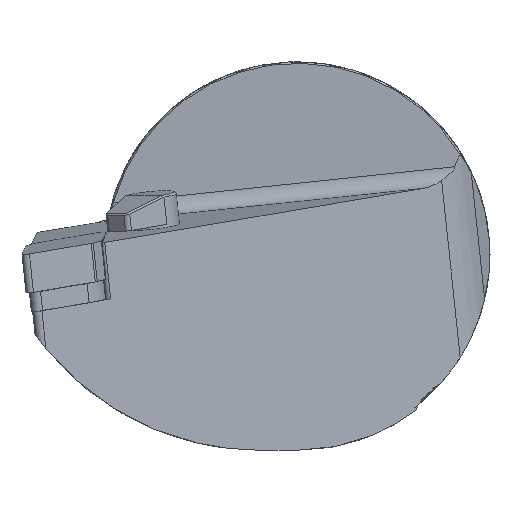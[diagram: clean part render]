
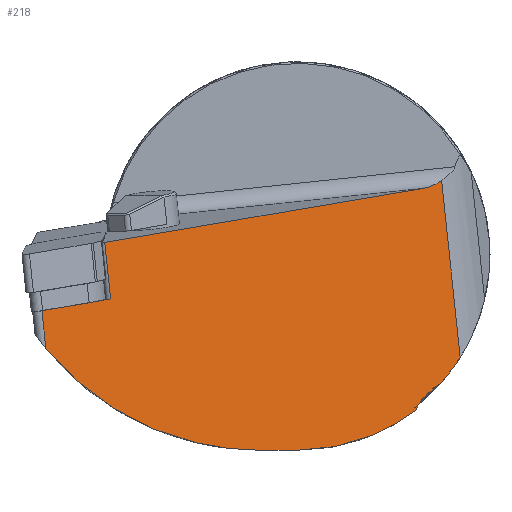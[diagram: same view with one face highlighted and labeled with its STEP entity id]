
A CAD part, left-side view. The second image highlights one B-rep face of the part: STEP entity #218.
In plain terms, the highlighted planar face has unit normal (-0.849, -0.527, -0.034).
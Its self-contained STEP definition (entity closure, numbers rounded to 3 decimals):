
#99=ELLIPSE('',#1836,52.996,45.);
#100=ELLIPSE('',#1852,37.686,32.);
#101=ELLIPSE('',#1853,36.803,31.25);
#102=ELLIPSE('',#1854,30.593,24.244);
#103=ELLIPSE('',#1855,37.097,31.5);
#104=ELLIPSE('',#1856,5.763,3.);
#123=B_SPLINE_CURVE_WITH_KNOTS('',3,(#2678,#2679,#2680,#2681),
 .UNSPECIFIED.,.F.,.F.,(4,4),(0.,1.),.UNSPECIFIED.);
#124=B_SPLINE_CURVE_WITH_KNOTS('',3,(#2683,#2684,#2685,#2686,#2687,#2688,
#2689),.UNSPECIFIED.,.F.,.F.,(4,3,4),(0.,0.728,1.),
 .UNSPECIFIED.);
#218=ADVANCED_FACE('',(#377),#320,.F.);
#320=PLANE('',#1857);
#377=FACE_OUTER_BOUND('',#472,.T.);
#472=EDGE_LOOP('',(#889,#890,#891,#892,#893,#894,#895,#896,#897,#898,#899,
#900,#901,#902,#903));
#581=LINE('',#2500,#704);
#601=LINE('',#2649,#724);
#602=LINE('',#2655,#725);
#609=LINE('',#2674,#732);
#610=LINE('',#2697,#733);
#611=LINE('',#2700,#734);
#612=LINE('',#2702,#735);
#704=VECTOR('',#2017,1.);
#724=VECTOR('',#2071,1.);
#725=VECTOR('',#2078,1.);
#732=VECTOR('',#2091,1.);
#733=VECTOR('',#2100,1.);
#734=VECTOR('',#2103,1.);
#735=VECTOR('',#2104,1.);
#889=ORIENTED_EDGE('',*,*,#1524,.T.);
#890=ORIENTED_EDGE('',*,*,#1550,.T.);
#891=ORIENTED_EDGE('',*,*,#1551,.T.);
#892=ORIENTED_EDGE('',*,*,#1552,.F.);
#893=ORIENTED_EDGE('',*,*,#1553,.F.);
#894=ORIENTED_EDGE('',*,*,#1554,.F.);
#895=ORIENTED_EDGE('',*,*,#1555,.F.);
#896=ORIENTED_EDGE('',*,*,#1556,.F.);
#897=ORIENTED_EDGE('',*,*,#1557,.F.);
#898=ORIENTED_EDGE('',*,*,#1558,.F.);
#899=ORIENTED_EDGE('',*,*,#1542,.F.);
#900=ORIENTED_EDGE('',*,*,#1539,.F.);
#901=ORIENTED_EDGE('',*,*,#1507,.F.);
#902=ORIENTED_EDGE('',*,*,#1559,.F.);
#903=ORIENTED_EDGE('',*,*,#1560,.T.);
#1335=VERTEX_POINT('',#2498);
#1337=VERTEX_POINT('',#2501);
#1348=VERTEX_POINT('',#2601);
#1352=VERTEX_POINT('',#2619);
#1362=VERTEX_POINT('',#2650);
#1364=VERTEX_POINT('',#2656);
#1369=VERTEX_POINT('',#2675);
#1370=VERTEX_POINT('',#2677);
#1371=VERTEX_POINT('',#2682);
#1372=VERTEX_POINT('',#2690);
#1373=VERTEX_POINT('',#2692);
#1374=VERTEX_POINT('',#2694);
#1375=VERTEX_POINT('',#2696);
#1376=VERTEX_POINT('',#2698);
#1377=VERTEX_POINT('',#2701);
#1507=EDGE_CURVE('',#1335,#1337,#581,.T.);
#1524=EDGE_CURVE('',#1348,#1352,#99,.T.);
#1539=EDGE_CURVE('',#1337,#1362,#601,.T.);
#1542=EDGE_CURVE('',#1362,#1364,#602,.T.);
#1550=EDGE_CURVE('',#1352,#1369,#609,.T.);
#1551=EDGE_CURVE('',#1369,#1370,#100,.T.);
#1552=EDGE_CURVE('',#1371,#1370,#123,.T.);
#1553=EDGE_CURVE('',#1372,#1371,#124,.T.);
#1554=EDGE_CURVE('',#1373,#1372,#101,.T.);
#1555=EDGE_CURVE('',#1374,#1373,#102,.T.);
#1556=EDGE_CURVE('',#1375,#1374,#103,.T.);
#1557=EDGE_CURVE('',#1376,#1375,#610,.T.);
#1558=EDGE_CURVE('',#1364,#1376,#104,.T.);
#1559=EDGE_CURVE('',#1377,#1335,#611,.T.);
#1560=EDGE_CURVE('',#1377,#1348,#612,.T.);
#1836=AXIS2_PLACEMENT_3D('',#2620,#2041,#2042);
#1852=AXIS2_PLACEMENT_3D('',#2676,#2092,#2093);
#1853=AXIS2_PLACEMENT_3D('',#2691,#2094,#2095);
#1854=AXIS2_PLACEMENT_3D('',#2693,#2096,#2097);
#1855=AXIS2_PLACEMENT_3D('',#2695,#2098,#2099);
#1856=AXIS2_PLACEMENT_3D('',#2699,#2101,#2102);
#1857=AXIS2_PLACEMENT_3D('',#2703,#2105,#2106);
#2017=DIRECTION('',(0.518,-0.843,0.143));
#2041=DIRECTION('',(-0.849,-0.527,-0.034));
#2042=DIRECTION('',(0.528,-0.847,-0.055));
#2071=DIRECTION('',(-0.105,0.104,0.989));
#2078=DIRECTION('',(0.518,-0.843,0.143));
#2091=DIRECTION('',(0.527,-0.85,0.));
#2092=DIRECTION('',(-0.849,-0.527,-0.034));
#2093=DIRECTION('',(0.528,-0.847,-0.055));
#2094=DIRECTION('',(0.849,0.527,0.034));
#2095=DIRECTION('',(-0.528,0.847,0.055));
#2096=DIRECTION('',(0.849,0.527,0.034));
#2097=DIRECTION('',(0.528,-0.847,-0.055));
#2098=DIRECTION('',(0.849,0.527,0.034));
#2099=DIRECTION('',(-0.528,0.847,0.055));
#2100=DIRECTION('',(0.105,-0.104,-0.989));
#2101=DIRECTION('',(-0.849,-0.527,-0.034));
#2102=DIRECTION('',(0.518,-0.843,0.143));
#2103=DIRECTION('',(0.518,-0.843,0.143));
#2104=DIRECTION('',(0.105,-0.104,-0.989));
#2105=DIRECTION('',(0.849,0.527,0.034));
#2106=DIRECTION('',(0.527,-0.85,0.));
#2498=CARTESIAN_POINT('',(7.983,32.848,-7.669));
#2500=CARTESIAN_POINT('',(43.272,-24.639,2.103));
#2501=CARTESIAN_POINT('',(9.416,30.514,-7.272));
#2601=CARTESIAN_POINT('',(3.171,41.101,-15.339));
#2619=CARTESIAN_POINT('',(25.543,6.145,-32.));
#2620=CARTESIAN_POINT('',(23.723,6.145,13.));
#2649=CARTESIAN_POINT('',(8.162,31.761,4.597));
#2650=CARTESIAN_POINT('',(8.441,31.484,1.956));
#2655=CARTESIAN_POINT('',(42.297,-23.669,11.331));
#2656=CARTESIAN_POINT('',(40.314,-20.437,10.782));
#2674=CARTESIAN_POINT('',(17.854,18.532,-32.));
#2675=CARTESIAN_POINT('',(29.358,0.,-32.));
#2676=CARTESIAN_POINT('',(28.063,0.,0.));
#2677=CARTESIAN_POINT('',(41.105,-19.35,-25.487));
#2678=CARTESIAN_POINT('',(41.307,-19.723,-24.753));
#2679=CARTESIAN_POINT('',(41.241,-19.6,-24.999));
#2680=CARTESIAN_POINT('',(41.173,-19.475,-25.244));
#2681=CARTESIAN_POINT('',(41.105,-19.35,-25.487));
#2682=CARTESIAN_POINT('',(41.307,-19.723,-24.753));
#2683=CARTESIAN_POINT('',(42.,-20.941,-23.196));
#2684=CARTESIAN_POINT('',(41.797,-20.594,-23.509));
#2685=CARTESIAN_POINT('',(41.615,-20.276,-23.875));
#2686=CARTESIAN_POINT('',(41.463,-20.004,-24.278));
#2687=CARTESIAN_POINT('',(41.405,-19.902,-24.429));
#2688=CARTESIAN_POINT('',(41.352,-19.806,-24.587));
#2689=CARTESIAN_POINT('',(41.307,-19.723,-24.753));
#2690=CARTESIAN_POINT('',(42.,-20.941,-23.196));
#2691=CARTESIAN_POINT('',(28.063,0.,0.));
#2692=CARTESIAN_POINT('',(43.,-22.661,-21.519));
#2693=CARTESIAN_POINT('',(33.867,-9.31,-0.607));
#2694=CARTESIAN_POINT('',(43.433,-23.385,-21.104));
#2695=CARTESIAN_POINT('',(28.063,0.,0.));
#2696=CARTESIAN_POINT('',(45.273,-26.628,-16.828));
#2697=CARTESIAN_POINT('',(38.503,-19.895,47.234));
#2698=CARTESIAN_POINT('',(42.218,-23.59,12.082));
#2699=CARTESIAN_POINT('',(40.,-20.126,13.749));
#2700=CARTESIAN_POINT('',(43.272,-24.639,2.103));
#2701=CARTESIAN_POINT('',(2.52,41.748,-9.181));
#2702=CARTESIAN_POINT('',(-2.249,46.492,35.95));
#2703=CARTESIAN_POINT('',(38.503,-19.895,47.234));
